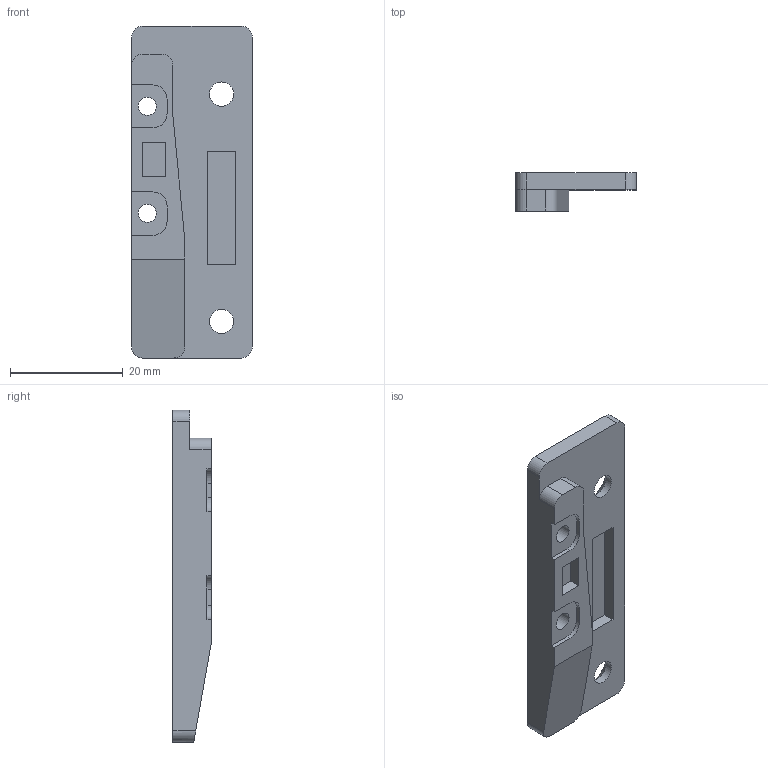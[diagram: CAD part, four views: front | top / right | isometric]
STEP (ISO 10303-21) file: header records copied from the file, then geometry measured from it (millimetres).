
FILE_DESCRIPTION(/* description */ (''),/* implementation_level */ '2;1');
FILE_NAME(/* name */ 'constraints_headfixtopleft_mk1.stp',/* time_stamp */ '2022-12-09T17:48:07+01:00',/* author */ ('Rik Ubaghs'),/* organization */ (''),/* preprocessor_version */ 'ST-DEVELOPER v18.1',/* originating_system */ 'Autodesk Inventor 2021',/* authorisation */ '');
FILE_SCHEMA (('AUTOMOTIVE_DESIGN { 1 0 10303 214 3 1 1 }'));
Length unit declared in the file: millimetre
Products named in the file (1): constraints_headfixtopleft_mk1
Bounding box: 21.5 x 6.83 x 59 mm (x, y, z)
Volume: 4744.9 mm3; surface area: 3648.5 mm2
Topology: 1 solids, 1 shells, 47 faces, 127 edges, 84 vertices
Faces by surface type: plane 30, cylinder 15, cone 2
Full cylindrical faces by diameter (mm): 3.2 x2, 4.3 x2
Entity records: 1534 total; most frequent: CARTESIAN_POINT 259, DIRECTION 255, ORIENTED_EDGE 254, EDGE_CURVE 127, LINE 95, VECTOR 95, VERTEX_POINT 84, AXIS2_PLACEMENT_3D 80
